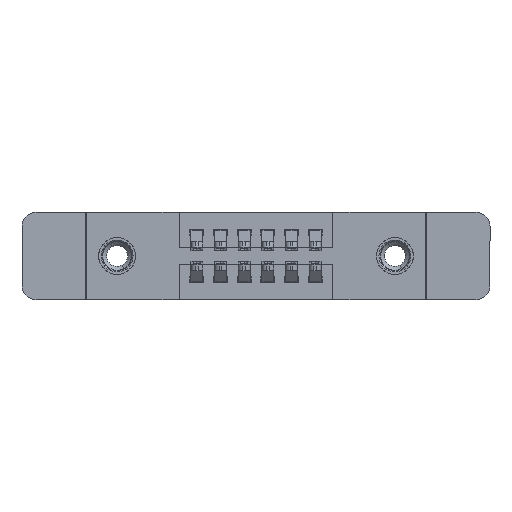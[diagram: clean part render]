
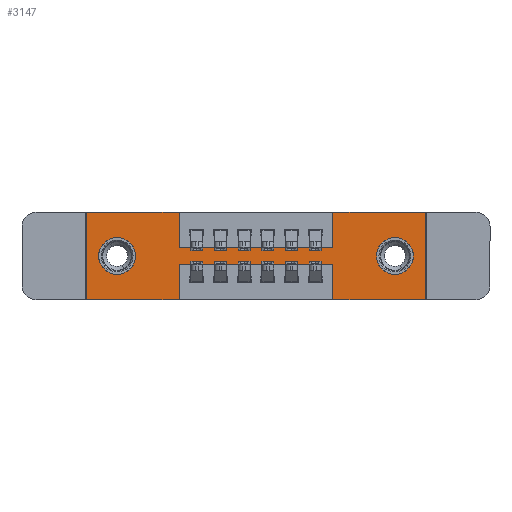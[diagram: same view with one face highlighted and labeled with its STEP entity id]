
A CAD part, front view. The second image highlights one B-rep face of the part: STEP entity #3147.
In plain terms, the highlighted planar face has unit normal (0, -1, 0).
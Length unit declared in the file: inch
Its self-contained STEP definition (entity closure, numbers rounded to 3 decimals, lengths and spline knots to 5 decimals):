
#65 = VECTOR ( 'NONE', #3587, 39.37008 ) ;
#418 = EDGE_CURVE ( 'NONE', #14074, #9293, #12629, .T. ) ;
#481 = VERTEX_POINT ( 'NONE', #4671 ) ;
#490 = EDGE_LOOP ( 'NONE', ( #4512, #677 ) ) ;
#517 = CARTESIAN_POINT ( 'NONE',  ( 0., 0., -0.37 ) ) ;
#677 = ORIENTED_EDGE ( 'NONE', *, *, #11822, .T. ) ;
#783 = VERTEX_POINT ( 'NONE', #4027 ) ;
#802 = ORIENTED_EDGE ( 'NONE', *, *, #8442, .F. ) ;
#886 = CARTESIAN_POINT ( 'NONE',  ( 1.305, 0., -0.185 ) ) ;
#926 = DIRECTION ( 'NONE',  ( 0., 0., -1. ) ) ;
#987 = VERTEX_POINT ( 'NONE', #7403 ) ;
#1131 = LINE ( 'NONE', #7413, #8582 ) ;
#1335 = VECTOR ( 'NONE', #3951, 39.37008 ) ;
#1586 = CARTESIAN_POINT ( 'NONE',  ( 0., 0., 0. ) ) ;
#1718 = EDGE_CURVE ( 'NONE', #8195, #2744, #11316, .T. ) ;
#1734 = CARTESIAN_POINT ( 'NONE',  ( 1.305, 0., -0.263 ) ) ;
#1876 = DIRECTION ( 'NONE',  ( 0., 0., 1. ) ) ;
#1881 = EDGE_CURVE ( 'NONE', #3904, #13166, #11842, .T. ) ;
#1882 = DIRECTION ( 'NONE',  ( 0., 0., -1. ) ) ;
#1912 = DIRECTION ( 'NONE',  ( 1., 0., 0. ) ) ;
#1946 = VECTOR ( 'NONE', #5118, 39.37008 ) ;
#1992 = EDGE_CURVE ( 'NONE', #3561, #2664, #5978, .T. ) ;
#2223 = EDGE_LOOP ( 'NONE', ( #5420, #7780 ) ) ;
#2555 = EDGE_CURVE ( 'NONE', #481, #987, #8537, .T. ) ;
#2664 = VERTEX_POINT ( 'NONE', #12569 ) ;
#2676 = CARTESIAN_POINT ( 'NONE',  ( 0.3925, 0., 0. ) ) ;
#2744 = VERTEX_POINT ( 'NONE', #7711 ) ;
#2803 = CARTESIAN_POINT ( 'NONE',  ( 0.3925, 0., 0. ) ) ;
#2851 = DIRECTION ( 'NONE',  ( 0., 0., -1. ) ) ;
#3031 = CARTESIAN_POINT ( 'NONE',  ( 0.13, 0., -0.185 ) ) ;
#3118 = CARTESIAN_POINT ( 'NONE',  ( 0.3925, 0., -0.15 ) ) ;
#3134 = AXIS2_PLACEMENT_3D ( 'NONE', #3031, #13372, #4280 ) ;
#3147 = ADVANCED_FACE ( 'NONE', ( #5252, #4706, #9808 ), #7458, .T. ) ;
#3308 = LINE ( 'NONE', #1586, #13481 ) ;
#3418 = ORIENTED_EDGE ( 'NONE', *, *, #8706, .F. ) ;
#3561 = VERTEX_POINT ( 'NONE', #11634 ) ;
#3587 = DIRECTION ( 'NONE',  ( -1., 0., 0. ) ) ;
#3739 = ORIENTED_EDGE ( 'NONE', *, *, #418, .F. ) ;
#3904 = VERTEX_POINT ( 'NONE', #12303 ) ;
#3951 = DIRECTION ( 'NONE',  ( -1., 0., 0. ) ) ;
#4027 = CARTESIAN_POINT ( 'NONE',  ( 1.305, 0., -0.107 ) ) ;
#4093 = DIRECTION ( 'NONE',  ( 0., 1., 0. ) ) ;
#4280 = DIRECTION ( 'NONE',  ( 0., 0., 1. ) ) ;
#4512 = ORIENTED_EDGE ( 'NONE', *, *, #10785, .T. ) ;
#4568 = CARTESIAN_POINT ( 'NONE',  ( 0., 0., 0. ) ) ;
#4671 = CARTESIAN_POINT ( 'NONE',  ( 1.0425, 0., -0.37 ) ) ;
#4706 = FACE_BOUND ( 'NONE', #2223, .T. ) ;
#4716 = VECTOR ( 'NONE', #13564, 39.37008 ) ;
#5118 = DIRECTION ( 'NONE',  ( 0., 0., -1. ) ) ;
#5252 = FACE_BOUND ( 'NONE', #490, .T. ) ;
#5265 = VECTOR ( 'NONE', #6319, 39.37008 ) ;
#5420 = ORIENTED_EDGE ( 'NONE', *, *, #11248, .T. ) ;
#5544 = DIRECTION ( 'NONE',  ( 0., 1., 0. ) ) ;
#5599 = CARTESIAN_POINT ( 'NONE',  ( 0., 0., 0. ) ) ;
#5818 = ORIENTED_EDGE ( 'NONE', *, *, #12573, .F. ) ;
#5906 = CARTESIAN_POINT ( 'NONE',  ( 0.3925, 0., -0.22 ) ) ;
#5978 = CIRCLE ( 'NONE', #9735, 0.078 ) ;
#5980 = CIRCLE ( 'NONE', #3134, 0.078 ) ;
#5990 = CARTESIAN_POINT ( 'NONE',  ( 0., 0., 0. ) ) ;
#6262 = ORIENTED_EDGE ( 'NONE', *, *, #13090, .F. ) ;
#6319 = DIRECTION ( 'NONE',  ( -1., 0., 0. ) ) ;
#6602 = CIRCLE ( 'NONE', #6907, 0.078 ) ;
#6707 = CARTESIAN_POINT ( 'NONE',  ( 1.0425, 0., -0.37 ) ) ;
#6886 = VECTOR ( 'NONE', #1876, 39.37008 ) ;
#6907 = AXIS2_PLACEMENT_3D ( 'NONE', #14425, #8633, #1882 ) ;
#7104 = EDGE_CURVE ( 'NONE', #11399, #8195, #12684, .T. ) ;
#7204 = DIRECTION ( 'NONE',  ( 0., 0., -1. ) ) ;
#7242 = LINE ( 'NONE', #12311, #6886 ) ;
#7350 = LINE ( 'NONE', #5990, #8842 ) ;
#7365 = DIRECTION ( 'NONE',  ( 1., 0., 0. ) ) ;
#7403 = CARTESIAN_POINT ( 'NONE',  ( 1.0425, 0., -0.22 ) ) ;
#7413 = CARTESIAN_POINT ( 'NONE',  ( 1.435, 0., 0. ) ) ;
#7458 = PLANE ( 'NONE',  #10641 ) ;
#7626 = EDGE_CURVE ( 'NONE', #7914, #9182, #7350, .T. ) ;
#7711 = CARTESIAN_POINT ( 'NONE',  ( 1.0425, 0., -0.15 ) ) ;
#7780 = ORIENTED_EDGE ( 'NONE', *, *, #1992, .T. ) ;
#7914 = VERTEX_POINT ( 'NONE', #8258 ) ;
#8195 = VERTEX_POINT ( 'NONE', #12027 ) ;
#8258 = CARTESIAN_POINT ( 'NONE',  ( 0., 0., -0.37 ) ) ;
#8442 = EDGE_CURVE ( 'NONE', #9293, #7914, #13912, .T. ) ;
#8457 = ORIENTED_EDGE ( 'NONE', *, *, #2555, .F. ) ;
#8537 = LINE ( 'NONE', #6707, #13633 ) ;
#8582 = VECTOR ( 'NONE', #7204, 39.37008 ) ;
#8633 = DIRECTION ( 'NONE',  ( 0., 1., 0. ) ) ;
#8642 = DIRECTION ( 'NONE',  ( 0., -1., 0. ) ) ;
#8706 = EDGE_CURVE ( 'NONE', #13261, #481, #11558, .T. ) ;
#8751 = VECTOR ( 'NONE', #1912, 39.37008 ) ;
#8842 = VECTOR ( 'NONE', #14103, 39.37008 ) ;
#9003 = ORIENTED_EDGE ( 'NONE', *, *, #7104, .F. ) ;
#9114 = DIRECTION ( 'NONE',  ( 0., 0., 1. ) ) ;
#9138 = CARTESIAN_POINT ( 'NONE',  ( 0.3925, 0., -0.37 ) ) ;
#9182 = VERTEX_POINT ( 'NONE', #4568 ) ;
#9293 = VERTEX_POINT ( 'NONE', #9138 ) ;
#9318 = ORIENTED_EDGE ( 'NONE', *, *, #14158, .F. ) ;
#9678 = CARTESIAN_POINT ( 'NONE',  ( 0.3925, 0., -0.22 ) ) ;
#9735 = AXIS2_PLACEMENT_3D ( 'NONE', #12993, #4093, #13193 ) ;
#9736 = ORIENTED_EDGE ( 'NONE', *, *, #14234, .F. ) ;
#9808 = FACE_OUTER_BOUND ( 'NONE', #12478, .T. ) ;
#10641 = AXIS2_PLACEMENT_3D ( 'NONE', #517, #8642, #2851 ) ;
#10727 = LINE ( 'NONE', #9678, #5265 ) ;
#10785 = EDGE_CURVE ( 'NONE', #783, #13011, #14405, .T. ) ;
#10956 = CARTESIAN_POINT ( 'NONE',  ( 1.435, 0., 0. ) ) ;
#11248 = EDGE_CURVE ( 'NONE', #2664, #3561, #5980, .T. ) ;
#11316 = LINE ( 'NONE', #3118, #4716 ) ;
#11399 = VERTEX_POINT ( 'NONE', #2676 ) ;
#11527 = AXIS2_PLACEMENT_3D ( 'NONE', #886, #5544, #926 ) ;
#11558 = LINE ( 'NONE', #12857, #65 ) ;
#11630 = CARTESIAN_POINT ( 'NONE',  ( 0.3925, 0., -0.37 ) ) ;
#11634 = CARTESIAN_POINT ( 'NONE',  ( 0.13, 0., -0.263 ) ) ;
#11822 = EDGE_CURVE ( 'NONE', #13011, #783, #6602, .T. ) ;
#11842 = LINE ( 'NONE', #5599, #8751 ) ;
#12027 = CARTESIAN_POINT ( 'NONE',  ( 0.3925, 0., -0.15 ) ) ;
#12215 = CARTESIAN_POINT ( 'NONE',  ( 1.435, 0., -0.37 ) ) ;
#12231 = CARTESIAN_POINT ( 'NONE',  ( 0., 0., -0.37 ) ) ;
#12303 = CARTESIAN_POINT ( 'NONE',  ( 1.0425, 0., 0. ) ) ;
#12311 = CARTESIAN_POINT ( 'NONE',  ( 1.0425, 0., 0. ) ) ;
#12478 = EDGE_LOOP ( 'NONE', ( #3739, #9318, #8457, #3418, #5818, #14126, #9736, #14453, #9003, #6262, #12650, #802 ) ) ;
#12569 = CARTESIAN_POINT ( 'NONE',  ( 0.13, 0., -0.107 ) ) ;
#12573 = EDGE_CURVE ( 'NONE', #13166, #13261, #1131, .T. ) ;
#12629 = LINE ( 'NONE', #11630, #14996 ) ;
#12650 = ORIENTED_EDGE ( 'NONE', *, *, #7626, .F. ) ;
#12684 = LINE ( 'NONE', #2803, #1946 ) ;
#12857 = CARTESIAN_POINT ( 'NONE',  ( 0., 0., -0.37 ) ) ;
#12993 = CARTESIAN_POINT ( 'NONE',  ( 0.13, 0., -0.185 ) ) ;
#13011 = VERTEX_POINT ( 'NONE', #1734 ) ;
#13090 = EDGE_CURVE ( 'NONE', #9182, #11399, #3308, .T. ) ;
#13166 = VERTEX_POINT ( 'NONE', #10956 ) ;
#13193 = DIRECTION ( 'NONE',  ( 0., 0., 1. ) ) ;
#13261 = VERTEX_POINT ( 'NONE', #12215 ) ;
#13372 = DIRECTION ( 'NONE',  ( 0., 1., 0. ) ) ;
#13481 = VECTOR ( 'NONE', #7365, 39.37008 ) ;
#13564 = DIRECTION ( 'NONE',  ( 1., 0., 0. ) ) ;
#13633 = VECTOR ( 'NONE', #9114, 39.37008 ) ;
#13792 = DIRECTION ( 'NONE',  ( 0., 0., -1. ) ) ;
#13912 = LINE ( 'NONE', #12231, #1335 ) ;
#14074 = VERTEX_POINT ( 'NONE', #5906 ) ;
#14103 = DIRECTION ( 'NONE',  ( 0., 0., 1. ) ) ;
#14126 = ORIENTED_EDGE ( 'NONE', *, *, #1881, .F. ) ;
#14158 = EDGE_CURVE ( 'NONE', #987, #14074, #10727, .T. ) ;
#14234 = EDGE_CURVE ( 'NONE', #2744, #3904, #7242, .T. ) ;
#14405 = CIRCLE ( 'NONE', #11527, 0.078 ) ;
#14425 = CARTESIAN_POINT ( 'NONE',  ( 1.305, 0., -0.185 ) ) ;
#14453 = ORIENTED_EDGE ( 'NONE', *, *, #1718, .F. ) ;
#14996 = VECTOR ( 'NONE', #13792, 39.37008 ) ;
